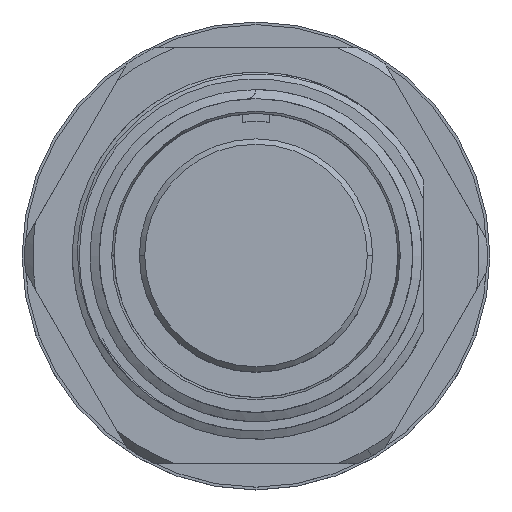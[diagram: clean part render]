
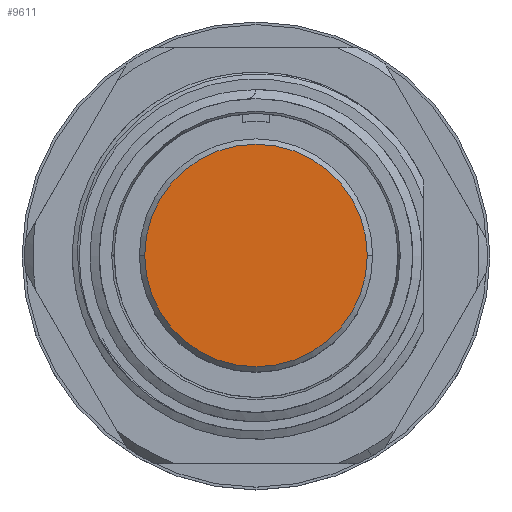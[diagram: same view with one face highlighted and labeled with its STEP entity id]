
A CAD part, top view. The second image highlights one B-rep face of the part: STEP entity #9611.
In plain terms, the highlighted planar face has unit normal (0, 0, 1).
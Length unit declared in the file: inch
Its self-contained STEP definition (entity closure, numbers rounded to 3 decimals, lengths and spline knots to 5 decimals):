
#84 = AXIS2_PLACEMENT_3D ( 'NONE', #14428, #10334, #1212 ) ;
#705 = DIRECTION ( 'NONE',  ( 0., 0., -1. ) ) ;
#1212 = DIRECTION ( 'NONE',  ( 1., 0., 0. ) ) ;
#1995 = VERTEX_POINT ( 'NONE', #7596 ) ;
#2290 = EDGE_CURVE ( 'NONE', #8313, #1995, #16311, .T. ) ;
#3528 = AXIS2_PLACEMENT_3D ( 'NONE', #9978, #11019, #11185 ) ;
#4730 = CIRCLE ( 'NONE', #84, 0.415 ) ;
#6143 = PLANE ( 'NONE',  #13428 ) ;
#7596 = CARTESIAN_POINT ( 'NONE',  ( -0.415, 0., -0.01 ) ) ;
#7712 = EDGE_CURVE ( 'NONE', #1995, #8313, #4730, .T. ) ;
#8313 = VERTEX_POINT ( 'NONE', #14074 ) ;
#9157 = EDGE_LOOP ( 'NONE', ( #15638, #9250 ) ) ;
#9250 = ORIENTED_EDGE ( 'NONE', *, *, #2290, .T. ) ;
#9611 = ADVANCED_FACE ( 'NONE', ( #11191 ), #6143, .F. ) ;
#9978 = CARTESIAN_POINT ( 'NONE',  ( 0., 0., -0.01 ) ) ;
#10334 = DIRECTION ( 'NONE',  ( 0., 0., 1. ) ) ;
#11019 = DIRECTION ( 'NONE',  ( 0., 0., 1. ) ) ;
#11185 = DIRECTION ( 'NONE',  ( 1., 0., 0. ) ) ;
#11191 = FACE_OUTER_BOUND ( 'NONE', #9157, .T. ) ;
#12386 = CARTESIAN_POINT ( 'NONE',  ( 0., 0., -0.01 ) ) ;
#13428 = AXIS2_PLACEMENT_3D ( 'NONE', #12386, #705, #15265 ) ;
#14074 = CARTESIAN_POINT ( 'NONE',  ( 0.415, 0., -0.01 ) ) ;
#14428 = CARTESIAN_POINT ( 'NONE',  ( 0., 0., -0.01 ) ) ;
#15265 = DIRECTION ( 'NONE',  ( 0., -1., 0. ) ) ;
#15638 = ORIENTED_EDGE ( 'NONE', *, *, #7712, .T. ) ;
#16311 = CIRCLE ( 'NONE', #3528, 0.415 ) ;
